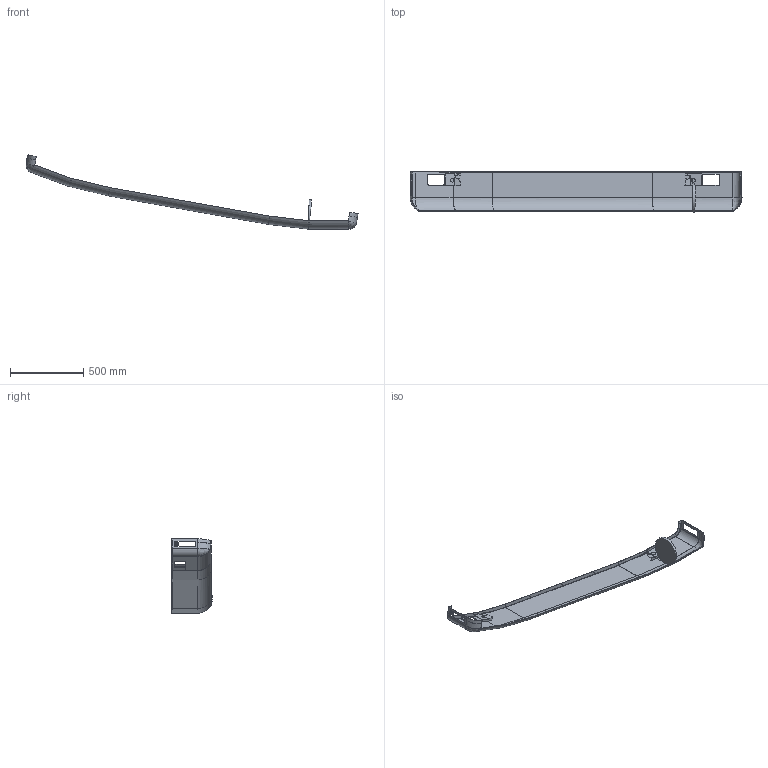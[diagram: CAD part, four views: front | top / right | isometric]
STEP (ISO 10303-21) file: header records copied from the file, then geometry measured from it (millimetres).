
FILE_DESCRIPTION( ( 'STEP AP214' ), '1' );
FILE_NAME( 'stoßstange 6 s.stp', ' ', ( ' ' ), ( ' ' ), 'PSStep 14.0', 'VISI 19.0', ' ' );
FILE_SCHEMA( ( 'AUTOMOTIVE_DESIGN { 1 0 10303 214 1 1 1 1 }' ) );
Length unit declared in the file: millimetre
Products named in the file (11): 1; 2; 3; 4; 5; 6; 7; 8; 9; 10; 11
Bounding box: 2273.39 x 278.83 x 508.52 mm (x, y, z)
Volume: 1410171.6 mm3; surface area: 1573449.2 mm2
Topology: 11 solids, 11 shells, 297 faces, 791 edges, 501 vertices
Faces by surface type: plane 159, cylinder 84, extrusion 20, bspline 19, sphere 9, revolution 4, torus 2
Full cylindrical faces by diameter (mm): 5.5 x1, 6 x3
Entity records: 14392 total; most frequent: CARTESIAN_POINT 4677, ORIENTED_EDGE 1538, DIRECTION 1435, EDGE_CURVE 769, VERTEX_POINT 500, AXIS2_PLACEMENT_3D 478, VECTOR 475, LINE 455
